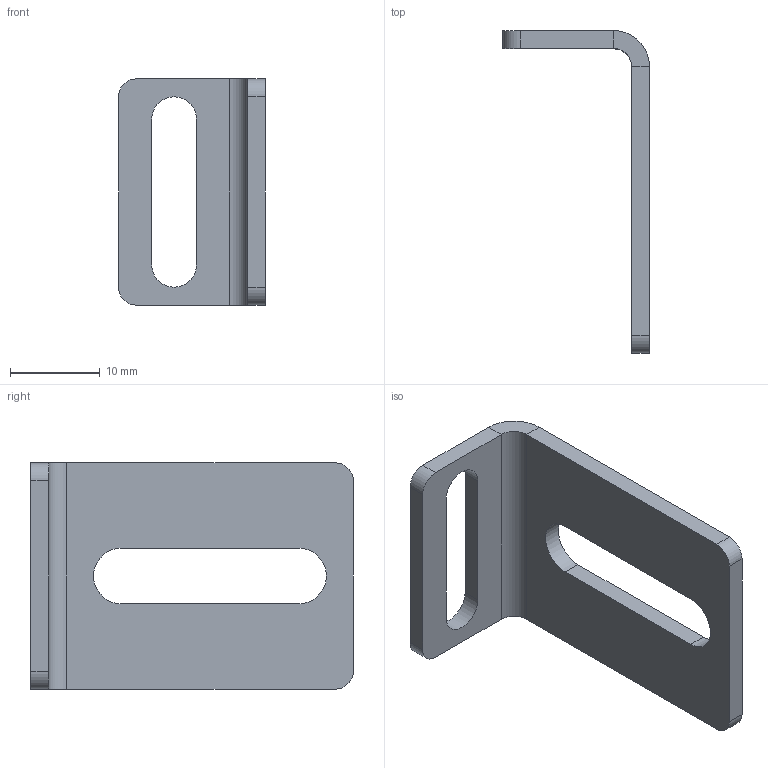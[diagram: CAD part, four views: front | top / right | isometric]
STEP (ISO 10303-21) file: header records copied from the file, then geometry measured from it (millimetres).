
FILE_DESCRIPTION (( 'STEP AP214' ), '1' );
FILE_NAME ('Ñáîðêà1.STEP', '2024-03-27T10:28:48', ( '' ), ( '' ), 'SwSTEP 2.0', 'SolidWorks 2022', '' );
FILE_SCHEMA (( 'AUTOMOTIVE_DESIGN' ));
Length unit declared in the file: millimetre
Products named in the file (2): A638 Крепление для кабель-канала B651 SNSS.00.072_1; Сборка1
Assembly tree (1 placements, depth 2):
  Сборка1
    A638 Крепление для кабель-канала B651 SNSS.00.072_1
Bounding box: 16.4 x 36 x 25.25 mm (x, y, z)
Volume: 1965.6 mm3; surface area: 2470.8 mm2
Topology: 1 solids, 1 shells, 27 faces, 67 edges, 42 vertices
Faces by surface type: plane 16, cylinder 11
Entity records: 873 total; most frequent: DIRECTION 151, CARTESIAN_POINT 140, ORIENTED_EDGE 134, EDGE_CURVE 67, AXIS2_PLACEMENT_3D 53, VECTOR 45, LINE 45, VERTEX_POINT 42
